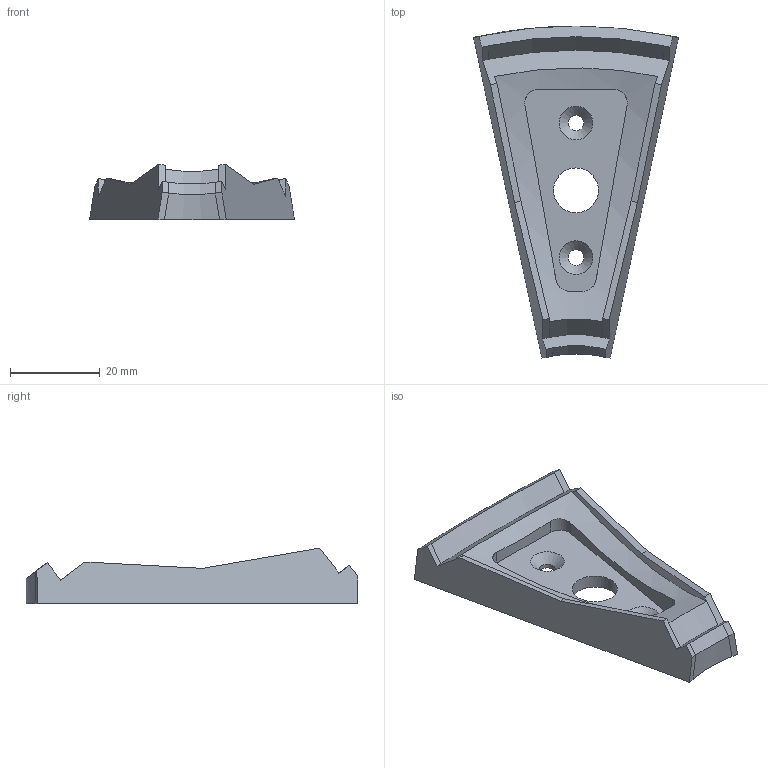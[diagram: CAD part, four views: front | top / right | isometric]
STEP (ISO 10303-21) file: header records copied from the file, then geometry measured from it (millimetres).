
FILE_DESCRIPTION(('Open CASCADE Model'),'2;1');
FILE_NAME('Open CASCADE Shape Model','2025-06-20T14:20:50',('Author'),( 'Open CASCADE'),'Open CASCADE STEP processor 7.7','Open CASCADE 7.7' ,'Unknown');
FILE_SCHEMA(('AUTOMOTIVE_DESIGN { 1 0 10303 214 1 1 1 1 }'));
Length unit declared in the file: millimetre
Products named in the file (1): Open CASCADE STEP translator 7.7 841
Bounding box: 45.64 x 73.95 x 12.42 mm (x, y, z)
Volume: 11768.3 mm3; surface area: 6795 mm2
Topology: 1 solids, 1 shells, 42 faces, 111 edges, 72 vertices
Faces by surface type: plane 27, cylinder 10, cone 4, revolution 1
Full cylindrical faces by diameter (mm): 3.5 x2, 10 x1
Entity records: 3116 total; most frequent: CARTESIAN_POINT 906, DIRECTION 393, LINE 244, VECTOR 244, ORIENTED_EDGE 222, PCURVE 222, DEFINITIONAL_REPRESENTATION 222, EDGE_CURVE 111
